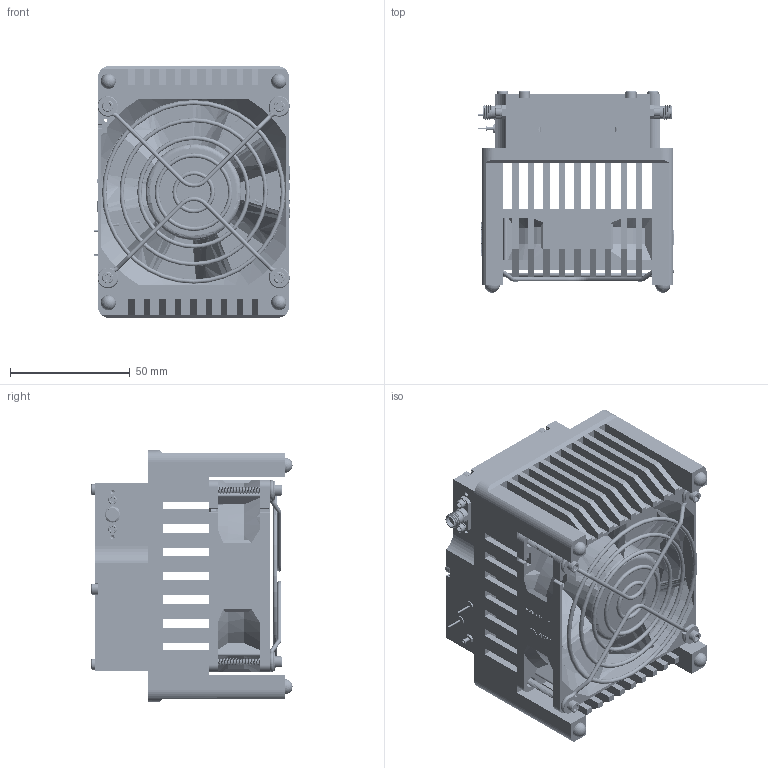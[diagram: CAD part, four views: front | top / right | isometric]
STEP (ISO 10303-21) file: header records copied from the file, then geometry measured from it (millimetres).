
FILE_DESCRIPTION (( 'STEP AP214' ), '1' );
FILE_NAME ('BP-SC-2-SR-H95, DF.STEP', '2025-12-22T22:30:15', ( '' ), ( '' ), 'SwSTEP 2.0', 'SolidWorks 2021', '' );
FILE_SCHEMA (( 'AUTOMOTIVE_DESIGN' ));
Length unit declared in the file: inch
Products named in the file (1): BP-SC-2-SR-H95, DF
Bounding box: 81.63 x 83.82 x 105 mm (x, y, z)
Volume: 324303.6 mm3; surface area: 140092.4 mm2
Topology: 21 solids, 21 shells, 3529 faces, 9416 edges, 6124 vertices
Faces by surface type: plane 1478, cylinder 1362, cone 298, bspline 279, torus 104, sphere 8
Entity records: 149816 total; most frequent: CARTESIAN_POINT 69255, ORIENTED_EDGE 18750, DIRECTION 14244, EDGE_CURVE 9375, VERTEX_POINT 6120, LINE 4874, VECTOR 4874, AXIS2_PLACEMENT_3D 4685
